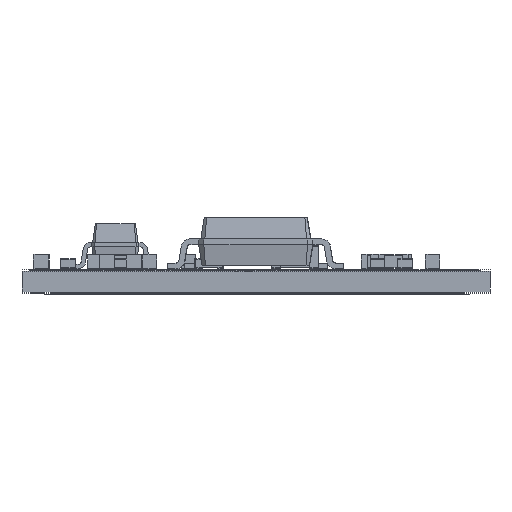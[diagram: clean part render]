
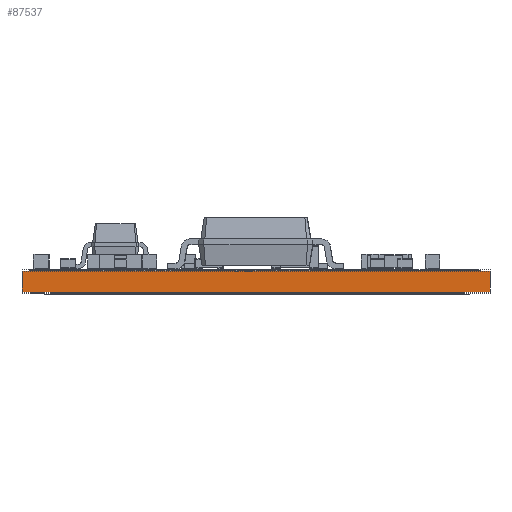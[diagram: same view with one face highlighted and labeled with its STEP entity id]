
A CAD part, front view. The second image highlights one B-rep face of the part: STEP entity #87537.
In plain terms, the highlighted planar face has unit normal (0, -1, 0).
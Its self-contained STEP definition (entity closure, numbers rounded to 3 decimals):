
#87537 = ADVANCED_FACE('',(#87538),#87572,.T.);
#87538 = FACE_BOUND('',#87539,.T.);
#87539 = EDGE_LOOP('',(#87540,#87550,#87558,#87566));
#87540 = ORIENTED_EDGE('',*,*,#87541,.T.);
#87541 = EDGE_CURVE('',#87542,#87544,#87546,.T.);
#87542 = VERTEX_POINT('',#87543);
#87543 = CARTESIAN_POINT('',(154.38,-104.58,0.));
#87544 = VERTEX_POINT('',#87545);
#87545 = CARTESIAN_POINT('',(154.38,-104.58,0.71));
#87546 = LINE('',#87547,#87548);
#87547 = CARTESIAN_POINT('',(154.38,-104.58,0.));
#87548 = VECTOR('',#87549,1.);
#87549 = DIRECTION('',(0.,0.,1.));
#87550 = ORIENTED_EDGE('',*,*,#87551,.T.);
#87551 = EDGE_CURVE('',#87544,#87552,#87554,.T.);
#87552 = VERTEX_POINT('',#87553);
#87553 = CARTESIAN_POINT('',(138.38,-104.58,0.71));
#87554 = LINE('',#87555,#87556);
#87555 = CARTESIAN_POINT('',(154.38,-104.58,0.71));
#87556 = VECTOR('',#87557,1.);
#87557 = DIRECTION('',(-1.,0.,0.));
#87558 = ORIENTED_EDGE('',*,*,#87559,.F.);
#87559 = EDGE_CURVE('',#87560,#87552,#87562,.T.);
#87560 = VERTEX_POINT('',#87561);
#87561 = CARTESIAN_POINT('',(138.38,-104.58,0.));
#87562 = LINE('',#87563,#87564);
#87563 = CARTESIAN_POINT('',(138.38,-104.58,0.));
#87564 = VECTOR('',#87565,1.);
#87565 = DIRECTION('',(0.,0.,1.));
#87566 = ORIENTED_EDGE('',*,*,#87567,.F.);
#87567 = EDGE_CURVE('',#87542,#87560,#87568,.T.);
#87568 = LINE('',#87569,#87570);
#87569 = CARTESIAN_POINT('',(154.38,-104.58,0.));
#87570 = VECTOR('',#87571,1.);
#87571 = DIRECTION('',(-1.,0.,0.));
#87572 = PLANE('',#87573);
#87573 = AXIS2_PLACEMENT_3D('',#87574,#87575,#87576);
#87574 = CARTESIAN_POINT('',(154.38,-104.58,0.));
#87575 = DIRECTION('',(0.,-1.,0.));
#87576 = DIRECTION('',(-1.,0.,0.));
